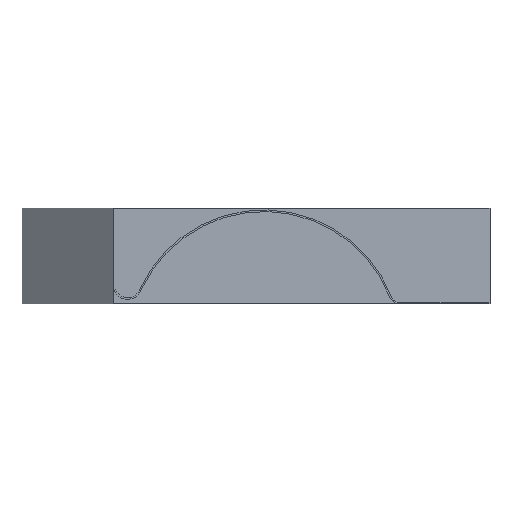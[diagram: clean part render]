
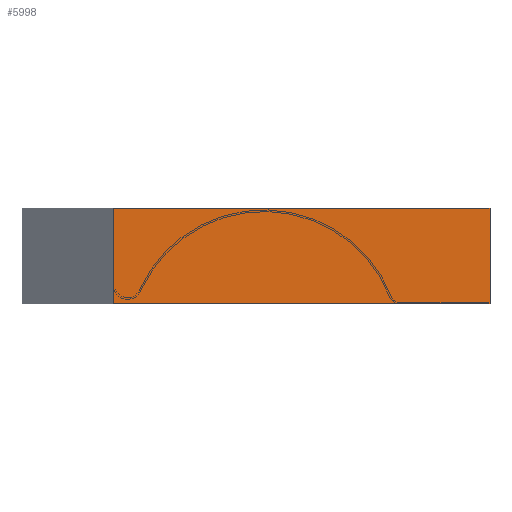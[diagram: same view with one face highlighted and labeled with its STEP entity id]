
A CAD part, left-side view. The second image highlights one B-rep face of the part: STEP entity #5998.
In plain terms, the highlighted face is planar.
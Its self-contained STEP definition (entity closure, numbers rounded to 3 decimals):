
#822=ORIENTED_EDGE('',*,*,#2642,.F.);
#823=ORIENTED_EDGE('',*,*,#2652,.F.);
#824=ORIENTED_EDGE('',*,*,#2649,.F.);
#825=ORIENTED_EDGE('',*,*,#2646,.F.);
#2642=EDGE_CURVE('',#3562,#3563,#4154,.T.);
#2646=EDGE_CURVE('',#3563,#3566,#4158,.T.);
#2649=EDGE_CURVE('',#3566,#3568,#4161,.T.);
#2652=EDGE_CURVE('',#3568,#3562,#4164,.T.);
#3562=VERTEX_POINT('',#9436);
#3563=VERTEX_POINT('',#9437);
#3566=VERTEX_POINT('',#9445);
#3568=VERTEX_POINT('',#9451);
#4154=LINE('',#9435,#4560);
#4158=LINE('',#9444,#4564);
#4161=LINE('',#9450,#4567);
#4164=LINE('',#9456,#4570);
#4560=VECTOR('',#7269,1000.);
#4564=VECTOR('',#7275,1000.);
#4567=VECTOR('',#7280,1000.);
#4570=VECTOR('',#7285,1000.);
#4971=EDGE_LOOP('',(#822,#823,#824,#825));
#5431=FACE_BOUND('',#4971,.T.);
#5891=PLANE('',#6390);
#5998=ADVANCED_FACE('',(#5431),#5891,.F.);
#6390=AXIS2_PLACEMENT_3D('',#9459,#7289,#7290);
#7269=DIRECTION('',(0.,0.,-1.));
#7275=DIRECTION('',(1.,0.,0.));
#7280=DIRECTION('',(0.,0.,1.));
#7285=DIRECTION('',(-1.,0.,0.));
#7289=DIRECTION('',(0.,-1.,0.));
#7290=DIRECTION('',(0.,0.,-1.));
#9435=CARTESIAN_POINT('',(-20.85,203.6,5.3));
#9436=CARTESIAN_POINT('',(-20.85,203.6,5.3));
#9437=CARTESIAN_POINT('',(-20.85,203.6,-5.3));
#9444=CARTESIAN_POINT('',(-20.85,203.6,-5.3));
#9445=CARTESIAN_POINT('',(20.85,203.6,-5.3));
#9450=CARTESIAN_POINT('',(20.85,203.6,-5.3));
#9451=CARTESIAN_POINT('',(20.85,203.6,5.3));
#9456=CARTESIAN_POINT('',(20.85,203.6,5.3));
#9459=CARTESIAN_POINT('',(0.,203.6,0.));
